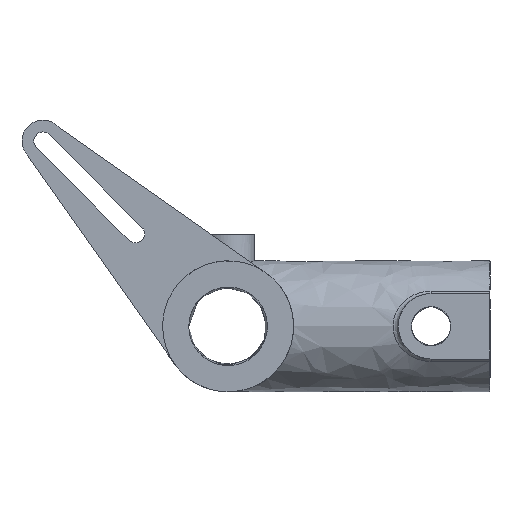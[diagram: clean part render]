
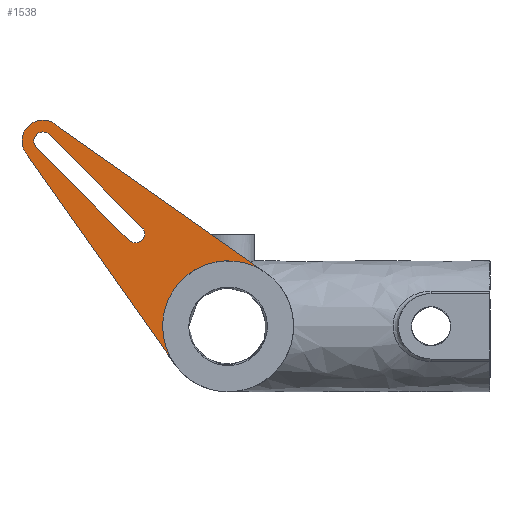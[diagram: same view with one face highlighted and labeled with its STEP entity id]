
A CAD part, front view. The second image highlights one B-rep face of the part: STEP entity #1538.
In plain terms, the highlighted free-form (B-spline) face has degree [1, 1] with [2, 2] control points.
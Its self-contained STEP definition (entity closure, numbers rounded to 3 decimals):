
#357 = VERTEX_POINT('',#358);
#358 = CARTESIAN_POINT('',(20.577,-78.718,
    29.272));
#363 = EDGE_CURVE('',#357,#364,#366,.T.);
#364 = VERTEX_POINT('',#365);
#365 = CARTESIAN_POINT('',(-35.781,-78.718,
    0.));
#366 = ( BOUNDED_CURVE() B_SPLINE_CURVE(2,(#367,#368,#369),
.UNSPECIFIED.,.F.,.F.) B_SPLINE_CURVE_WITH_KNOTS((3,3),(0.958,
3.142),.PIECEWISE_BEZIER_KNOTS.) CURVE() 
GEOMETRIC_REPRESENTATION_ITEM() RATIONAL_B_SPLINE_CURVE((1.,
0.461,1.)) REPRESENTATION_ITEM('') );
#367 = CARTESIAN_POINT('',(20.577,-78.718,
    29.272));
#368 = CARTESIAN_POINT('',(-35.781,-78.718,
    68.89));
#369 = CARTESIAN_POINT('',(-35.781,-78.718,
    0.));
#389 = EDGE_CURVE('',#364,#390,#392,.T.);
#390 = VERTEX_POINT('',#391);
#391 = CARTESIAN_POINT('',(-29.247,-78.718,
    -20.613));
#392 = ( BOUNDED_CURVE() B_SPLINE_CURVE(2,(#393,#394,#395),
.UNSPECIFIED.,.F.,.F.) B_SPLINE_CURVE_WITH_KNOTS((3,3),(3.142,
3.756),.PIECEWISE_BEZIER_KNOTS.) CURVE() 
GEOMETRIC_REPRESENTATION_ITEM() RATIONAL_B_SPLINE_CURVE((1.,
0.953,1.)) REPRESENTATION_ITEM('') );
#393 = CARTESIAN_POINT('',(-35.781,-78.718,
    0.));
#394 = CARTESIAN_POINT('',(-35.781,-78.718,
    -11.342));
#395 = CARTESIAN_POINT('',(-29.247,-78.718,
    -20.613));
#1328 = VERTEX_POINT('',#1329);
#1329 = CARTESIAN_POINT('',(-47.06,-78.718,
    54.144));
#1334 = EDGE_CURVE('',#1328,#1335,#1337,.T.);
#1335 = VERTEX_POINT('',#1336);
#1336 = CARTESIAN_POINT('',(-97.662,-78.718,
    104.746));
#1337 = B_SPLINE_CURVE_WITH_KNOTS('',1,(#1338,#1339),.UNSPECIFIED.,.F.,
  .F.,(2,2),(-50.,0.),.PIECEWISE_BEZIER_KNOTS.);
#1338 = CARTESIAN_POINT('',(-47.06,-78.718,
    54.144));
#1339 = CARTESIAN_POINT('',(-97.662,-78.718,
    104.746));
#1355 = EDGE_CURVE('',#1356,#1328,#1358,.T.);
#1356 = VERTEX_POINT('',#1357);
#1357 = CARTESIAN_POINT('',(-54.144,-78.718,
    47.06));
#1358 = ( BOUNDED_CURVE() B_SPLINE_CURVE(2,(#1359,#1360,#1361,#1362,
#1363),.UNSPECIFIED.,.F.,.F.) B_SPLINE_CURVE_WITH_KNOTS((3,2,3),(
    3.142,4.712,6.283),
.PIECEWISE_BEZIER_KNOTS.) CURVE() GEOMETRIC_REPRESENTATION_ITEM() 
RATIONAL_B_SPLINE_CURVE((1.,0.707,1.,0.707,1.)) 
REPRESENTATION_ITEM('') );
#1359 = CARTESIAN_POINT('',(-54.144,-78.718,
    47.06));
#1360 = CARTESIAN_POINT('',(-50.602,-78.718,
    43.518));
#1361 = CARTESIAN_POINT('',(-47.06,-78.718,
    47.06));
#1362 = CARTESIAN_POINT('',(-43.518,-78.718,
    50.602));
#1363 = CARTESIAN_POINT('',(-47.06,-78.718,
    54.144));
#1402 = VERTEX_POINT('',#1403);
#1403 = CARTESIAN_POINT('',(-104.746,-78.718,
    97.662));
#1408 = EDGE_CURVE('',#1402,#1356,#1409,.T.);
#1409 = B_SPLINE_CURVE_WITH_KNOTS('',1,(#1410,#1411),.UNSPECIFIED.,.F.,
  .F.,(2,2),(-50.,0.),.PIECEWISE_BEZIER_KNOTS.);
#1410 = CARTESIAN_POINT('',(-104.746,-78.718,
    97.662));
#1411 = CARTESIAN_POINT('',(-54.144,-78.718,
    47.06));
#1423 = EDGE_CURVE('',#1335,#1402,#1424,.T.);
#1424 = ( BOUNDED_CURVE() B_SPLINE_CURVE(2,(#1425,#1426,#1427,#1428,
#1429),.UNSPECIFIED.,.F.,.F.) B_SPLINE_CURVE_WITH_KNOTS((3,2,3),(
    3.142,4.712,6.283),
.PIECEWISE_BEZIER_KNOTS.) CURVE() GEOMETRIC_REPRESENTATION_ITEM() 
RATIONAL_B_SPLINE_CURVE((1.,0.707,1.,0.707,1.)) 
REPRESENTATION_ITEM('') );
#1425 = CARTESIAN_POINT('',(-97.662,-78.718,
    104.746));
#1426 = CARTESIAN_POINT('',(-101.204,-78.718,
    108.288));
#1427 = CARTESIAN_POINT('',(-104.746,-78.718,
    104.746));
#1428 = CARTESIAN_POINT('',(-108.288,-78.718,
    101.204));
#1429 = CARTESIAN_POINT('',(-104.746,-78.718,
    97.662));
#1462 = EDGE_CURVE('',#390,#1463,#1465,.T.);
#1463 = VERTEX_POINT('',#1464);
#1464 = CARTESIAN_POINT('',(-109.674,-78.718,
    93.499));
#1465 = B_SPLINE_CURVE_WITH_KNOTS('',1,(#1466,#1467),.UNSPECIFIED.,.F.,
  .F.,(2,2),(-97.543,0.),.PIECEWISE_BEZIER_KNOTS.);
#1466 = CARTESIAN_POINT('',(-29.247,-78.718,
    -20.613));
#1467 = CARTESIAN_POINT('',(-109.674,-78.718,
    93.499));
#1490 = VERTEX_POINT('',#1491);
#1491 = CARTESIAN_POINT('',(-92.781,-78.718,
    108.96));
#1496 = EDGE_CURVE('',#1490,#357,#1497,.T.);
#1497 = B_SPLINE_CURVE_WITH_KNOTS('',1,(#1498,#1499),.UNSPECIFIED.,.F.,
  .F.,(2,2),(0.,96.815),.PIECEWISE_BEZIER_KNOTS.);
#1498 = CARTESIAN_POINT('',(-92.781,-78.718,
    108.96));
#1499 = CARTESIAN_POINT('',(20.577,-78.718,
    29.272));
#1519 = EDGE_CURVE('',#1463,#1490,#1520,.T.);
#1520 = ( BOUNDED_CURVE() B_SPLINE_CURVE(2,(#1521,#1522,#1523,#1524,
#1525),.UNSPECIFIED.,.F.,.F.) B_SPLINE_CURVE_WITH_KNOTS((3,2,3),(
    2.403,3.971,5.539),
.PIECEWISE_BEZIER_KNOTS.) CURVE() GEOMETRIC_REPRESENTATION_ITEM() 
RATIONAL_B_SPLINE_CURVE((1.,0.708,1.,0.708,1.)) 
REPRESENTATION_ITEM('') );
#1521 = CARTESIAN_POINT('',(-109.674,-78.718,
    93.499));
#1522 = CARTESIAN_POINT('',(-117.355,-78.718,
    101.943));
#1523 = CARTESIAN_POINT('',(-108.935,-78.718,
    109.65));
#1524 = CARTESIAN_POINT('',(-100.514,-78.718,
    117.357));
#1525 = CARTESIAN_POINT('',(-92.781,-78.718,
    108.96));
#1538 = ADVANCED_FACE('',(#1539,#1546),#1552,.F.);
#1539 = FACE_BOUND('',#1540,.T.);
#1540 = EDGE_LOOP('',(#1541,#1542,#1543,#1544,#1545));
#1541 = ORIENTED_EDGE('',*,*,#1519,.F.);
#1542 = ORIENTED_EDGE('',*,*,#1462,.F.);
#1543 = ORIENTED_EDGE('',*,*,#389,.F.);
#1544 = ORIENTED_EDGE('',*,*,#363,.F.);
#1545 = ORIENTED_EDGE('',*,*,#1496,.F.);
#1546 = FACE_BOUND('',#1547,.T.);
#1547 = EDGE_LOOP('',(#1548,#1549,#1550,#1551));
#1548 = ORIENTED_EDGE('',*,*,#1423,.F.);
#1549 = ORIENTED_EDGE('',*,*,#1334,.F.);
#1550 = ORIENTED_EDGE('',*,*,#1355,.F.);
#1551 = ORIENTED_EDGE('',*,*,#1408,.F.);
#1552 = B_SPLINE_SURFACE_WITH_KNOTS('',1,1,(
    (#1553,#1554)
    ,(#1555,#1556
    )),.UNSPECIFIED.,.F.,.F.,.F.,(2,2),(2,2),(-46.544,
    46.544),(-46.557,46.557),
  .PIECEWISE_BEZIER_KNOTS.);
#1553 = CARTESIAN_POINT('',(-112.654,-78.718,
    112.654));
#1554 = CARTESIAN_POINT('',(-112.654,-78.718,
    -20.613));
#1555 = CARTESIAN_POINT('',(20.577,-78.718,
    112.654));
#1556 = CARTESIAN_POINT('',(20.577,-78.718,
    -20.613));
